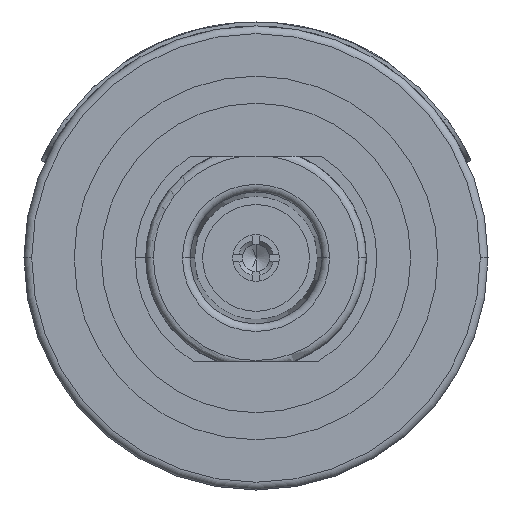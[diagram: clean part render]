
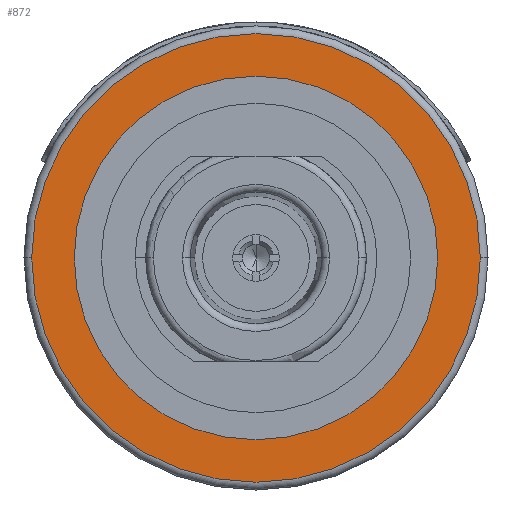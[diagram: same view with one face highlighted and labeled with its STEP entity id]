
A CAD part, left-side view. The second image highlights one B-rep face of the part: STEP entity #872.
In plain terms, the highlighted planar face has unit normal (-1, 0, 0).
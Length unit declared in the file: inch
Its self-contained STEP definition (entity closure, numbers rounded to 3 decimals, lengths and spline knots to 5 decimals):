
#872 = ADVANCED_FACE ( 'NONE', ( #8155, #29263 ), #12740, .T. ) ;
#962 = CARTESIAN_POINT ( 'NONE',  ( -0.53521, 0.58, 0. ) ) ;
#982 = EDGE_CURVE ( 'NONE', #10062, #14574, #27958, .T. ) ;
#1371 = EDGE_CURVE ( 'NONE', #11502, #21141, #18427, .T. ) ;
#2057 = DIRECTION ( 'NONE',  ( 0., -1., 0. ) ) ;
#2809 = AXIS2_PLACEMENT_3D ( 'NONE', #30094, #8176, #10562 ) ;
#3268 = CARTESIAN_POINT ( 'NONE',  ( -0.53521, -0.58, 0. ) ) ;
#3642 = EDGE_CURVE ( 'NONE', #21141, #11502, #9201, .T. ) ;
#4375 = CARTESIAN_POINT ( 'NONE',  ( -0.53521, 0.47, 0. ) ) ;
#5533 = ORIENTED_EDGE ( 'NONE', *, *, #3642, .T. ) ;
#6420 = CARTESIAN_POINT ( 'NONE',  ( -0.53521, 0.47, 0. ) ) ;
#7351 = DIRECTION ( 'NONE',  ( -1., 0., 0. ) ) ;
#7417 = CARTESIAN_POINT ( 'NONE',  ( -0.53521, 0., 0. ) ) ;
#8155 = FACE_OUTER_BOUND ( 'NONE', #29477, .T. ) ;
#8176 = DIRECTION ( 'NONE',  ( 1., 0., 0. ) ) ;
#9201 = CIRCLE ( 'NONE', #31207, 0.47 ) ;
#10062 = VERTEX_POINT ( 'NONE', #3268 ) ;
#10562 = DIRECTION ( 'NONE',  ( 0., 1., 0. ) ) ;
#11427 = CARTESIAN_POINT ( 'NONE',  ( -0.53521, 0., 0. ) ) ;
#11502 = VERTEX_POINT ( 'NONE', #25305 ) ;
#12740 = PLANE ( 'NONE',  #17970 ) ;
#14574 = VERTEX_POINT ( 'NONE', #962 ) ;
#15858 = AXIS2_PLACEMENT_3D ( 'NONE', #11427, #20088, #30842 ) ;
#17970 = AXIS2_PLACEMENT_3D ( 'NONE', #4375, #29255, #2057 ) ;
#18144 = ORIENTED_EDGE ( 'NONE', *, *, #1371, .T. ) ;
#18168 = CARTESIAN_POINT ( 'NONE',  ( -0.53521, 0., 0. ) ) ;
#18427 = CIRCLE ( 'NONE', #2809, 0.47 ) ;
#18455 = DIRECTION ( 'NONE',  ( 0., 1., 0. ) ) ;
#19765 = AXIS2_PLACEMENT_3D ( 'NONE', #18168, #7351, #26608 ) ;
#20088 = DIRECTION ( 'NONE',  ( -1., 0., 0. ) ) ;
#21141 = VERTEX_POINT ( 'NONE', #6420 ) ;
#24858 = EDGE_CURVE ( 'NONE', #14574, #10062, #35340, .T. ) ;
#25305 = CARTESIAN_POINT ( 'NONE',  ( -0.53521, -0.47, 0. ) ) ;
#26608 = DIRECTION ( 'NONE',  ( 0., -1., 0. ) ) ;
#27394 = EDGE_LOOP ( 'NONE', ( #5533, #18144 ) ) ;
#27958 = CIRCLE ( 'NONE', #19765, 0.58 ) ;
#28608 = ORIENTED_EDGE ( 'NONE', *, *, #24858, .T. ) ;
#29255 = DIRECTION ( 'NONE',  ( -1., 0., 0. ) ) ;
#29263 = FACE_BOUND ( 'NONE', #27394, .T. ) ;
#29477 = EDGE_LOOP ( 'NONE', ( #34103, #28608 ) ) ;
#30094 = CARTESIAN_POINT ( 'NONE',  ( -0.53521, 0., 0. ) ) ;
#30842 = DIRECTION ( 'NONE',  ( 0., -1., 0. ) ) ;
#31207 = AXIS2_PLACEMENT_3D ( 'NONE', #7417, #32317, #18455 ) ;
#32317 = DIRECTION ( 'NONE',  ( 1., 0., 0. ) ) ;
#34103 = ORIENTED_EDGE ( 'NONE', *, *, #982, .T. ) ;
#35340 = CIRCLE ( 'NONE', #15858, 0.58 ) ;
